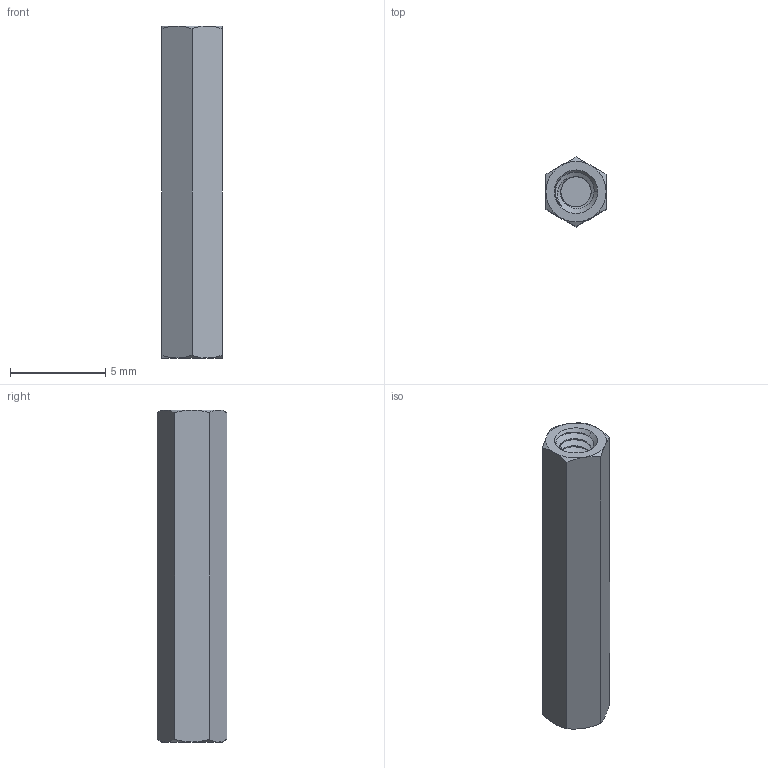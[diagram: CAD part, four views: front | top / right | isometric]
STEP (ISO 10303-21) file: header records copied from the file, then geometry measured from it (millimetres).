
FILE_DESCRIPTION (( 'STEP AP214' ), '1' );
FILE_NAME ('91115A956.STEP', '2020-06-20T15:33:07', ( '' ), ( '' ), 'SwSTEP 2.0', 'SolidWorks 2018', '' );
FILE_SCHEMA (( 'AUTOMOTIVE_DESIGN' ));
Length unit declared in the file: inch
Products named in the file (1): 91115A956
Bounding box: 3.17 x 3.67 x 17.46 mm (x, y, z)
Volume: 124.9 mm3; surface area: 305.1 mm2
Topology: 1 solids, 1 shells, 78 faces, 210 edges, 136 vertices
Faces by surface type: cylinder 44, cone 18, plane 10, bspline 6
Entity records: 9152 total; most frequent: CARTESIAN_POINT 7527, ORIENTED_EDGE 420, DIRECTION 240, EDGE_CURVE 210, VERTEX_POINT 136, AXIS2_PLACEMENT_3D 93, EDGE_LOOP 80, FACE_OUTER_BOUND 78
